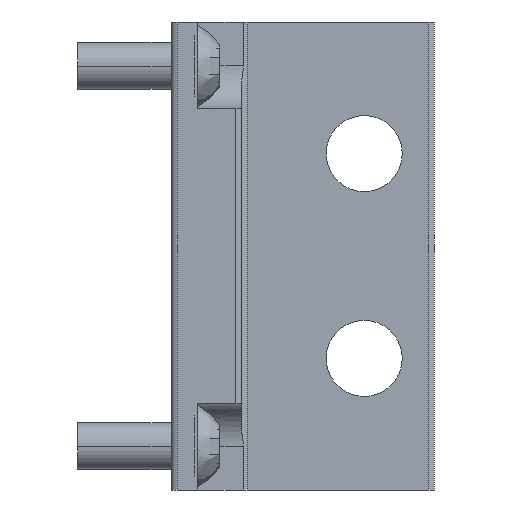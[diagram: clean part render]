
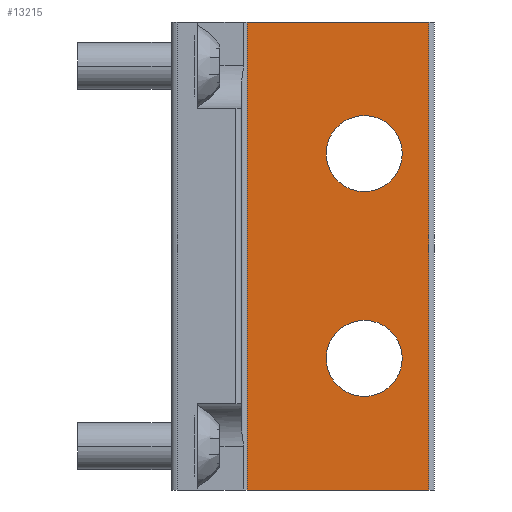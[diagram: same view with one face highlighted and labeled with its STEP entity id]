
A CAD part, left-side view. The second image highlights one B-rep face of the part: STEP entity #13215.
In plain terms, the highlighted planar face has unit normal (-1, 0, 0).
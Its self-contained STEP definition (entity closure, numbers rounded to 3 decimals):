
#12715=AXIS2_PLACEMENT_3D('Circle Axis2P3D',#12713,#12714,$) ;
#12739=AXIS2_PLACEMENT_3D('Circle Axis2P3D',#12737,#12738,$) ;
#12767=AXIS2_PLACEMENT_3D('Circle Axis2P3D',#12765,#12766,$) ;
#12791=AXIS2_PLACEMENT_3D('Circle Axis2P3D',#12789,#12790,$) ;
#13187=AXIS2_PLACEMENT_3D('Plane Axis2P3D',#13184,#13185,#13186) ;
#11818=CARTESIAN_POINT('Vertex',(-416.75,-394.,257.)) ;
#11821=CARTESIAN_POINT('Line Origine',(-416.75,-378.5,257.)) ;
#11825=CARTESIAN_POINT('Vertex',(-416.75,-363.,257.)) ;
#12073=CARTESIAN_POINT('Line Origine',(-416.75,-363.,297.)) ;
#12077=CARTESIAN_POINT('Vertex',(-416.75,-363.,337.)) ;
#12710=CARTESIAN_POINT('Vertex',(-416.75,-388.704,317.617)) ;
#12713=CARTESIAN_POINT('Axis2P3D Location',(-416.75,-383.,314.5)) ;
#12717=CARTESIAN_POINT('Vertex',(-416.75,-377.296,311.384)) ;
#12737=CARTESIAN_POINT('Axis2P3D Location',(-416.75,-383.,314.5)) ;
#12762=CARTESIAN_POINT('Vertex',(-416.75,-388.704,282.617)) ;
#12765=CARTESIAN_POINT('Axis2P3D Location',(-416.75,-383.,279.5)) ;
#12769=CARTESIAN_POINT('Vertex',(-416.75,-377.296,276.384)) ;
#12789=CARTESIAN_POINT('Axis2P3D Location',(-416.75,-383.,279.5)) ;
#13184=CARTESIAN_POINT('Axis2P3D Location',(-416.75,-362.,297.)) ;
#13189=CARTESIAN_POINT('Line Origine',(-416.75,-394.,297.)) ;
#13193=CARTESIAN_POINT('Vertex',(-416.75,-394.,337.)) ;
#13196=CARTESIAN_POINT('Line Origine',(-416.75,-378.5,337.)) ;
#11822=DIRECTION('Vector Direction',(0.,-1.,0.)) ;
#12074=DIRECTION('Vector Direction',(0.,0.,1.)) ;
#12714=DIRECTION('Axis2P3D Direction',(-1.,0.,0.)) ;
#12738=DIRECTION('Axis2P3D Direction',(-1.,0.,0.)) ;
#12766=DIRECTION('Axis2P3D Direction',(-1.,0.,0.)) ;
#12790=DIRECTION('Axis2P3D Direction',(-1.,0.,0.)) ;
#13185=DIRECTION('Axis2P3D Direction',(-1.,0.,0.)) ;
#13186=DIRECTION('Axis2P3D XDirection',(0.,-1.,0.)) ;
#13190=DIRECTION('Vector Direction',(0.,0.,1.)) ;
#13197=DIRECTION('Vector Direction',(0.,-1.,0.)) ;
#11823=VECTOR('Line Direction',#11822,1.) ;
#12075=VECTOR('Line Direction',#12074,1.) ;
#13191=VECTOR('Line Direction',#13190,1.) ;
#13198=VECTOR('Line Direction',#13197,1.) ;
#13202=ORIENTED_EDGE('',*,*,#13195,.T.) ;
#13203=ORIENTED_EDGE('',*,*,#13200,.F.) ;
#13204=ORIENTED_EDGE('',*,*,#12079,.T.) ;
#13205=ORIENTED_EDGE('',*,*,#11827,.T.) ;
#13208=ORIENTED_EDGE('',*,*,#12793,.F.) ;
#13209=ORIENTED_EDGE('',*,*,#12771,.F.) ;
#13212=ORIENTED_EDGE('',*,*,#12741,.F.) ;
#13213=ORIENTED_EDGE('',*,*,#12719,.F.) ;
#13210=FACE_BOUND('',#13207,.T.) ;
#13214=FACE_BOUND('',#13211,.T.) ;
#13215=ADVANCED_FACE('RB0349001_1PA_001_04_N2_4000_FP_TERMINAL_SHORT.12\\PartBody',(#13206,#13210,#13214),#13188,.T.) ;
#12716=CIRCLE('generated circle',#12715,6.5) ;
#12740=CIRCLE('generated circle',#12739,6.5) ;
#12768=CIRCLE('generated circle',#12767,6.5) ;
#12792=CIRCLE('generated circle',#12791,6.5) ;
#11827=EDGE_CURVE('',#11826,#11819,#11824,.T.) ;
#12079=EDGE_CURVE('',#12078,#11826,#12076,.F.) ;
#12719=EDGE_CURVE('',#12711,#12718,#12716,.T.) ;
#12741=EDGE_CURVE('',#12718,#12711,#12740,.T.) ;
#12771=EDGE_CURVE('',#12763,#12770,#12768,.T.) ;
#12793=EDGE_CURVE('',#12770,#12763,#12792,.T.) ;
#13195=EDGE_CURVE('',#11819,#13194,#13192,.T.) ;
#13200=EDGE_CURVE('',#12078,#13194,#13199,.T.) ;
#13201=EDGE_LOOP('',(#13202,#13203,#13204,#13205)) ;
#13207=EDGE_LOOP('',(#13208,#13209)) ;
#13211=EDGE_LOOP('',(#13212,#13213)) ;
#13206=FACE_OUTER_BOUND('',#13201,.T.) ;
#11824=LINE('Line',#11821,#11823) ;
#12076=LINE('Line',#12073,#12075) ;
#13192=LINE('Line',#13189,#13191) ;
#13199=LINE('Line',#13196,#13198) ;
#13188=PLANE('',#13187) ;
#11819=VERTEX_POINT('',#11818) ;
#11826=VERTEX_POINT('',#11825) ;
#12078=VERTEX_POINT('',#12077) ;
#12711=VERTEX_POINT('',#12710) ;
#12718=VERTEX_POINT('',#12717) ;
#12763=VERTEX_POINT('',#12762) ;
#12770=VERTEX_POINT('',#12769) ;
#13194=VERTEX_POINT('',#13193) ;
